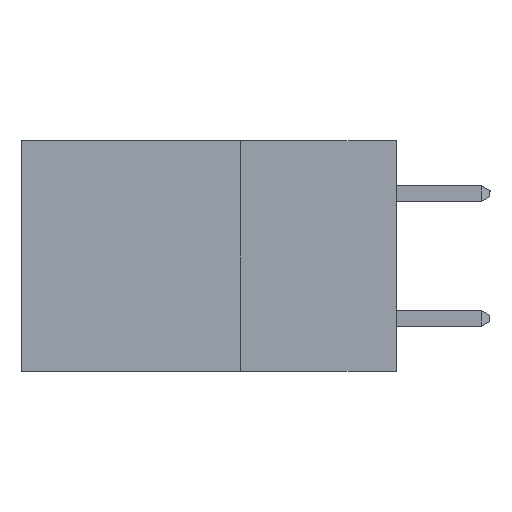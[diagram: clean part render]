
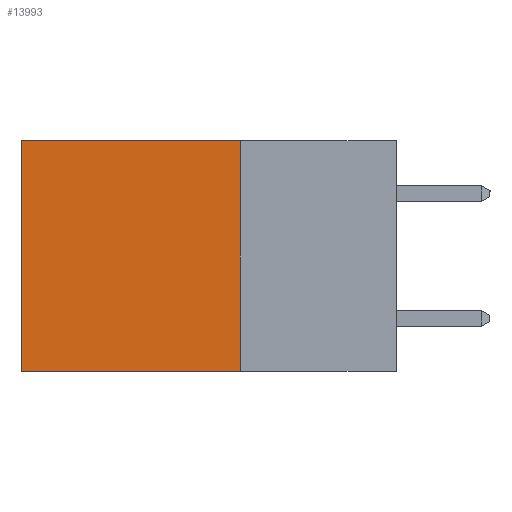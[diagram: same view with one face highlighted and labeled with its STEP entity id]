
A CAD part, left-side view. The second image highlights one B-rep face of the part: STEP entity #13993.
In plain terms, the highlighted planar face has unit normal (-1, 0, 0).
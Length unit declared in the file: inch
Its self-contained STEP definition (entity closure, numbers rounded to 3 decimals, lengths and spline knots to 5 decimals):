
#222 = EDGE_LOOP ( 'NONE', ( #6081, #14093, #3453, #2422 ) ) ;
#465 = EDGE_CURVE ( 'NONE', #6062, #7015, #12753, .T. ) ;
#581 = CARTESIAN_POINT ( 'NONE',  ( 0.2615, 0.6, -0.37 ) ) ;
#1420 = DIRECTION ( 'NONE',  ( 0., 1., 0. ) ) ;
#2211 = DIRECTION ( 'NONE',  ( 0., 0., -1. ) ) ;
#2422 = ORIENTED_EDGE ( 'NONE', *, *, #13184, .T. ) ;
#2754 = CARTESIAN_POINT ( 'NONE',  ( 0.2615, 0.6, -0.37 ) ) ;
#2864 = DIRECTION ( 'NONE',  ( 0., 0., -1. ) ) ;
#2980 = VECTOR ( 'NONE', #4545, 39.37008 ) ;
#3124 = AXIS2_PLACEMENT_3D ( 'NONE', #6677, #8674, #2211 ) ;
#3453 = ORIENTED_EDGE ( 'NONE', *, *, #13862, .F. ) ;
#3682 = CARTESIAN_POINT ( 'NONE',  ( 0.2615, 0.25, -0.37 ) ) ;
#3869 = VERTEX_POINT ( 'NONE', #12177 ) ;
#3939 = CARTESIAN_POINT ( 'NONE',  ( 0.2615, 0.25, -0.37 ) ) ;
#4455 = VERTEX_POINT ( 'NONE', #3682 ) ;
#4545 = DIRECTION ( 'NONE',  ( 0., 1., 0. ) ) ;
#5145 = EDGE_CURVE ( 'NONE', #4455, #7015, #12092, .T. ) ;
#6062 = VERTEX_POINT ( 'NONE', #13571 ) ;
#6081 = ORIENTED_EDGE ( 'NONE', *, *, #465, .T. ) ;
#6677 = CARTESIAN_POINT ( 'NONE',  ( 0.2615, 0.25, -0.37 ) ) ;
#7015 = VERTEX_POINT ( 'NONE', #581 ) ;
#7481 = VECTOR ( 'NONE', #2864, 39.37008 ) ;
#7827 = FACE_OUTER_BOUND ( 'NONE', #222, .T. ) ;
#8674 = DIRECTION ( 'NONE',  ( 1., 0., 0. ) ) ;
#11262 = LINE ( 'NONE', #12422, #11818 ) ;
#11818 = VECTOR ( 'NONE', #1420, 39.37008 ) ;
#11909 = LINE ( 'NONE', #3939, #7481 ) ;
#12092 = LINE ( 'NONE', #12243, #2980 ) ;
#12177 = CARTESIAN_POINT ( 'NONE',  ( 0.2615, 0.25, 0. ) ) ;
#12243 = CARTESIAN_POINT ( 'NONE',  ( 0.2615, 0.25, -0.37 ) ) ;
#12262 = VECTOR ( 'NONE', #13757, 39.37008 ) ;
#12422 = CARTESIAN_POINT ( 'NONE',  ( 0.2615, 0.25, 0. ) ) ;
#12753 = LINE ( 'NONE', #2754, #12262 ) ;
#13184 = EDGE_CURVE ( 'NONE', #3869, #6062, #11262, .T. ) ;
#13571 = CARTESIAN_POINT ( 'NONE',  ( 0.2615, 0.6, 0. ) ) ;
#13757 = DIRECTION ( 'NONE',  ( 0., 0., -1. ) ) ;
#13862 = EDGE_CURVE ( 'NONE', #3869, #4455, #11909, .T. ) ;
#13993 = ADVANCED_FACE ( 'NONE', ( #7827 ), #14155, .F. ) ;
#14093 = ORIENTED_EDGE ( 'NONE', *, *, #5145, .F. ) ;
#14155 = PLANE ( 'NONE',  #3124 ) ;
